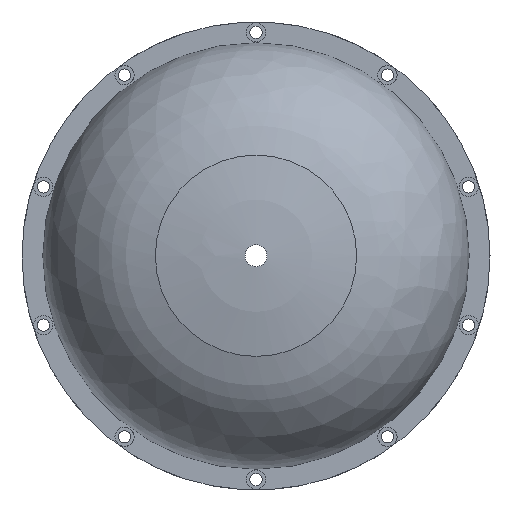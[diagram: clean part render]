
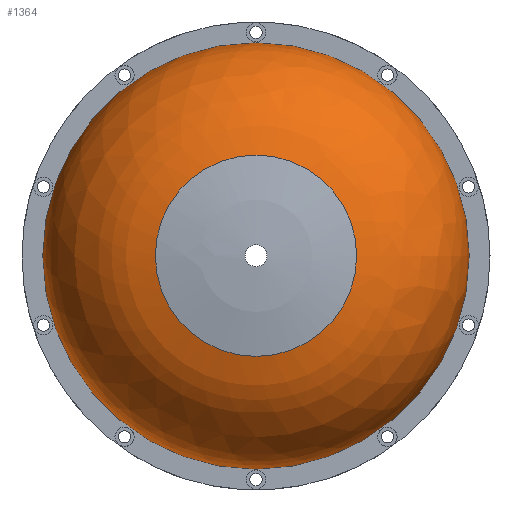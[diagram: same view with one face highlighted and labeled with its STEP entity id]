
A CAD part, top view. The second image highlights one B-rep face of the part: STEP entity #1364.
In plain terms, the highlighted free-form (B-spline) face has degree [2, 2] with [3, 9] control points.
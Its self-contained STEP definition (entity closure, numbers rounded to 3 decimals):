
#18=(
BOUNDED_SURFACE()
B_SPLINE_SURFACE(2,2,((#2718,#2719,#2720,#2721,#2722,#2723,#2724,#2725,
#2726),(#2727,#2728,#2729,#2730,#2731,#2732,#2733,#2734,#2735),(#2736,#2737,
#2738,#2739,#2740,#2741,#2742,#2743,#2744)),.UNSPECIFIED.,.F.,.T.,.F.)
B_SPLINE_SURFACE_WITH_KNOTS((3,3),(3,2,2,2,3),(-1.355,0.),
(-3.142,-1.571,0.,1.571,3.142),
 .UNSPECIFIED.)
GEOMETRIC_REPRESENTATION_ITEM()
RATIONAL_B_SPLINE_SURFACE(((1.,0.707,1.,0.707,1.,
0.707,1.,0.707,1.),(0.779,0.551,
0.779,0.551,0.779,0.551,
0.779,0.551,0.779),(1.,0.707,
1.,0.707,1.,0.707,1.,0.707,1.)))
REPRESENTATION_ITEM('')
SURFACE()
);
#350=FACE_OUTER_BOUND('',#468,.T.);
#468=EDGE_LOOP('',(#1251,#1252,#1253,#1254,#1255));
#546=CIRCLE('',#1526,82.);
#549=CIRCLE('',#1531,38.713);
#550=CIRCLE('',#1532,38.713);
#551=CIRCLE('',#1533,55.084);
#677=VERTEX_POINT('',#2708);
#678=VERTEX_POINT('',#2713);
#679=VERTEX_POINT('',#2715);
#866=EDGE_CURVE('',#677,#677,#546,.T.);
#869=EDGE_CURVE('',#679,#678,#549,.T.);
#870=EDGE_CURVE('',#678,#679,#550,.T.);
#871=EDGE_CURVE('',#677,#679,#551,.T.);
#1251=ORIENTED_EDGE('',*,*,#866,.F.);
#1252=ORIENTED_EDGE('',*,*,#871,.T.);
#1253=ORIENTED_EDGE('',*,*,#869,.T.);
#1254=ORIENTED_EDGE('',*,*,#870,.T.);
#1255=ORIENTED_EDGE('',*,*,#871,.F.);
#1364=ADVANCED_FACE('',(#350),#18,.F.);
#1526=AXIS2_PLACEMENT_3D('',#2709,#1882,#1883);
#1531=AXIS2_PLACEMENT_3D('',#2716,#1892,#1893);
#1532=AXIS2_PLACEMENT_3D('',#2717,#1894,#1895);
#1533=AXIS2_PLACEMENT_3D('',#2745,#1896,#1897);
#1882=DIRECTION('center_axis',(0.,0.,
-1.));
#1883=DIRECTION('ref_axis',(1.,0.,0.));
#1892=DIRECTION('center_axis',(0.,0.,
-1.));
#1893=DIRECTION('ref_axis',(1.,0.,0.));
#1894=DIRECTION('center_axis',(0.,0.,
-1.));
#1895=DIRECTION('ref_axis',(1.,0.,0.));
#1896=DIRECTION('center_axis',(0.,-1.,0.));
#1897=DIRECTION('ref_axis',(1.,0.,0.));
#2708=CARTESIAN_POINT('',(4.426,39.343,108.757));
#2709=CARTESIAN_POINT('Origin',(-77.574,39.343,108.757));
#2713=CARTESIAN_POINT('',(-116.287,39.343,162.562));
#2715=CARTESIAN_POINT('',(-38.861,39.343,162.562));
#2716=CARTESIAN_POINT('Origin',(-77.574,39.343,162.562));
#2717=CARTESIAN_POINT('Origin',(-77.574,39.343,162.562));
#2718=CARTESIAN_POINT('Ctrl Pts',(-38.861,39.343,162.562));
#2719=CARTESIAN_POINT('Ctrl Pts',(-38.861,0.63,162.562));
#2720=CARTESIAN_POINT('Ctrl Pts',(-77.574,0.63,162.562));
#2721=CARTESIAN_POINT('Ctrl Pts',(-116.287,0.63,162.562));
#2722=CARTESIAN_POINT('Ctrl Pts',(-116.287,39.343,162.562));
#2723=CARTESIAN_POINT('Ctrl Pts',(-116.287,78.057,162.562));
#2724=CARTESIAN_POINT('Ctrl Pts',(-77.574,78.057,162.562));
#2725=CARTESIAN_POINT('Ctrl Pts',(-38.861,78.057,162.562));
#2726=CARTESIAN_POINT('Ctrl Pts',(-38.861,39.343,162.562));
#2727=CARTESIAN_POINT('Ctrl Pts',(4.426,39.343,153.071));
#2728=CARTESIAN_POINT('Ctrl Pts',(4.426,-42.657,153.071));
#2729=CARTESIAN_POINT('Ctrl Pts',(-77.574,-42.657,153.071));
#2730=CARTESIAN_POINT('Ctrl Pts',(-159.574,-42.657,153.071));
#2731=CARTESIAN_POINT('Ctrl Pts',(-159.574,39.343,153.071));
#2732=CARTESIAN_POINT('Ctrl Pts',(-159.574,121.343,153.071));
#2733=CARTESIAN_POINT('Ctrl Pts',(-77.574,121.343,153.071));
#2734=CARTESIAN_POINT('Ctrl Pts',(4.426,121.343,153.071));
#2735=CARTESIAN_POINT('Ctrl Pts',(4.426,39.343,153.071));
#2736=CARTESIAN_POINT('Ctrl Pts',(4.426,39.343,108.757));
#2737=CARTESIAN_POINT('Ctrl Pts',(4.426,-42.657,108.757));
#2738=CARTESIAN_POINT('Ctrl Pts',(-77.574,-42.657,108.757));
#2739=CARTESIAN_POINT('Ctrl Pts',(-159.574,-42.657,108.757));
#2740=CARTESIAN_POINT('Ctrl Pts',(-159.574,39.343,108.757));
#2741=CARTESIAN_POINT('Ctrl Pts',(-159.574,121.343,108.757));
#2742=CARTESIAN_POINT('Ctrl Pts',(-77.574,121.343,108.757));
#2743=CARTESIAN_POINT('Ctrl Pts',(4.426,121.343,108.757));
#2744=CARTESIAN_POINT('Ctrl Pts',(4.426,39.343,108.757));
#2745=CARTESIAN_POINT('Origin',(-50.658,39.343,108.757));
